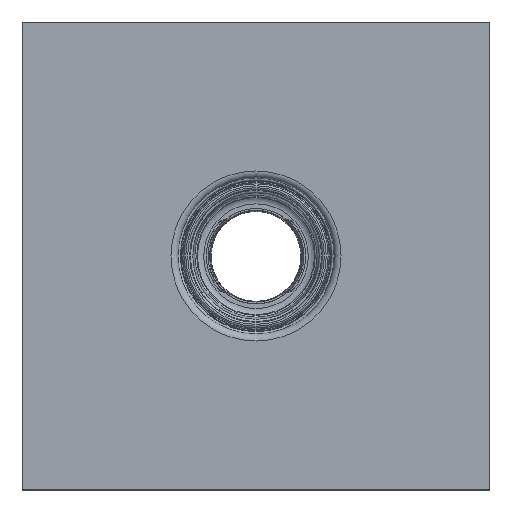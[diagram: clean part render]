
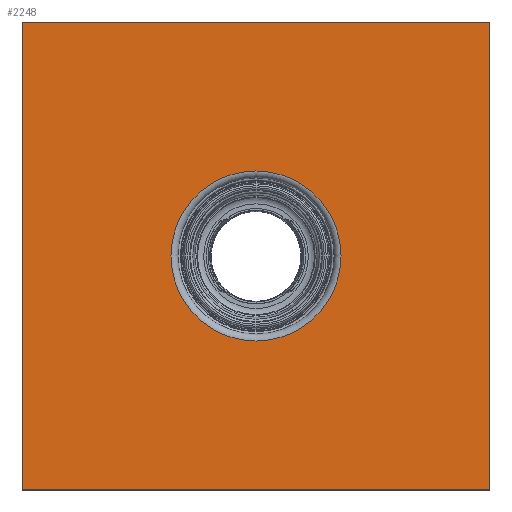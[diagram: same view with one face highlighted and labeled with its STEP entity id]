
A CAD part, top view. The second image highlights one B-rep face of the part: STEP entity #2248.
In plain terms, the highlighted planar face has unit normal (0, 0, 1).
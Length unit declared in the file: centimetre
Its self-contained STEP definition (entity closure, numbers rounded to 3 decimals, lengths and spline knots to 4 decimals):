
#205=FACE_BOUND('',#629,.T.);
#234=CIRCLE('',#2622,90.8789);
#470=FACE_OUTER_BOUND('',#628,.T.);
#628=EDGE_LOOP('',(#1457,#1458,#1459,#1460));
#629=EDGE_LOOP('',(#1461));
#809=VERTEX_POINT('',#3940);
#810=VERTEX_POINT('',#3942);
#812=VERTEX_POINT('',#3948);
#815=VERTEX_POINT('',#3953);
#817=VERTEX_POINT('',#3966);
#1055=EDGE_CURVE('',#809,#810,#2423,.T.);
#1061=EDGE_CURVE('',#815,#812,#2429,.T.);
#1062=EDGE_CURVE('',#810,#815,#2430,.T.);
#1065=EDGE_CURVE('',#809,#812,#2433,.T.);
#1067=EDGE_CURVE('',#817,#817,#234,.T.);
#1457=ORIENTED_EDGE('',*,*,#1065,.T.);
#1458=ORIENTED_EDGE('',*,*,#1061,.F.);
#1459=ORIENTED_EDGE('',*,*,#1062,.F.);
#1460=ORIENTED_EDGE('',*,*,#1055,.F.);
#1461=ORIENTED_EDGE('',*,*,#1067,.T.);
#2205=PLANE('',#2621);
#2248=ADVANCED_FACE('',(#470,#205),#2205,.F.);
#2423=LINE('',#3943,#2519);
#2429=LINE('',#3955,#2525);
#2430=LINE('',#3957,#2526);
#2433=LINE('',#3961,#2529);
#2519=VECTOR('',#3029,1.);
#2525=VECTOR('',#3037,1.);
#2526=VECTOR('',#3040,1.);
#2529=VECTOR('',#3045,1.);
#2621=AXIS2_PLACEMENT_3D('',#3965,#3050,#3051);
#2622=AXIS2_PLACEMENT_3D('',#3967,#3052,#3053);
#3029=DIRECTION('',(1.,0.,0.));
#3037=DIRECTION('',(-1.,0.,0.));
#3040=DIRECTION('',(0.,-1.,0.));
#3045=DIRECTION('',(0.,-1.,0.));
#3050=DIRECTION('center_axis',(0.,0.,-1.));
#3051=DIRECTION('ref_axis',(0.,-1.,0.));
#3052=DIRECTION('center_axis',(0.,0.,-1.));
#3053=DIRECTION('ref_axis',(1.,0.,0.));
#3940=CARTESIAN_POINT('',(-250.,250.,252.0038));
#3942=CARTESIAN_POINT('',(250.,250.,252.0038));
#3943=CARTESIAN_POINT('',(0.,250.,252.0038));
#3948=CARTESIAN_POINT('',(-250.,-250.,252.0038));
#3953=CARTESIAN_POINT('',(250.,-250.,252.0038));
#3955=CARTESIAN_POINT('',(0.,-250.,252.0038));
#3957=CARTESIAN_POINT('',(250.,0.,252.0038));
#3961=CARTESIAN_POINT('',(-250.,0.,252.0038));
#3965=CARTESIAN_POINT('Origin',(0.,0.,
252.0038));
#3966=CARTESIAN_POINT('',(0.,-90.8789,252.0038));
#3967=CARTESIAN_POINT('Origin',(0.,0.,
252.0038));
